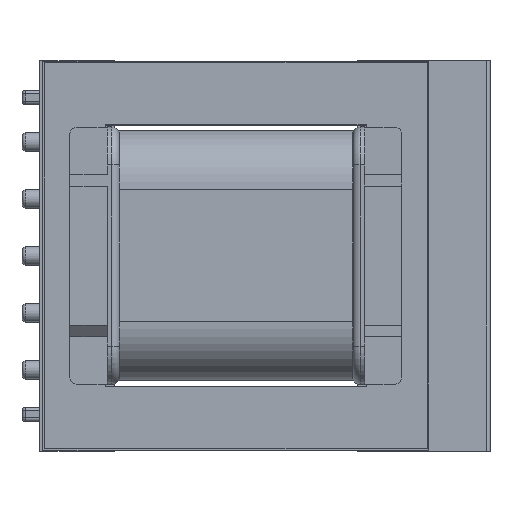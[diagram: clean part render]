
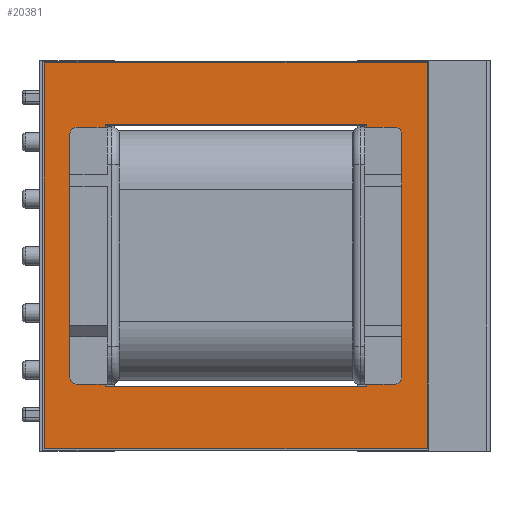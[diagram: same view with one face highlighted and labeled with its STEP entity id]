
A CAD part, top view. The second image highlights one B-rep face of the part: STEP entity #20381.
In plain terms, the highlighted face is planar.
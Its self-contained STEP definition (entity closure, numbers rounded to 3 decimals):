
#1866=LINE('',#31754,#3033);
#1870=LINE('',#31762,#3037);
#1873=LINE('',#31768,#3040);
#1874=LINE('',#31770,#3041);
#1875=LINE('',#31771,#3042);
#1876=LINE('',#31774,#3043);
#1877=LINE('',#31776,#3044);
#1878=LINE('',#31778,#3045);
#1879=LINE('',#31779,#3046);
#1880=LINE('',#31782,#3047);
#1881=LINE('',#31784,#3048);
#1882=LINE('',#31786,#3049);
#3033=VECTOR('',#26043,1000.);
#3037=VECTOR('',#26049,1000.);
#3040=VECTOR('',#26054,1000.);
#3041=VECTOR('',#26057,1000.);
#3042=VECTOR('',#26058,1000.);
#3043=VECTOR('',#26059,1000.);
#3044=VECTOR('',#26060,1000.);
#3045=VECTOR('',#26061,1000.);
#3046=VECTOR('',#26062,1000.);
#3047=VECTOR('',#26063,1000.);
#3048=VECTOR('',#26064,1000.);
#3049=VECTOR('',#26065,1000.);
#7041=ORIENTED_EDGE('',*,*,#9127,.F.);
#7042=ORIENTED_EDGE('',*,*,#9128,.T.);
#7043=ORIENTED_EDGE('',*,*,#9120,.F.);
#7044=ORIENTED_EDGE('',*,*,#9124,.F.);
#7045=ORIENTED_EDGE('',*,*,#9129,.F.);
#7046=ORIENTED_EDGE('',*,*,#9130,.T.);
#7047=ORIENTED_EDGE('',*,*,#9131,.F.);
#7048=ORIENTED_EDGE('',*,*,#9132,.F.);
#7049=ORIENTED_EDGE('',*,*,#9133,.T.);
#7050=ORIENTED_EDGE('',*,*,#9134,.F.);
#7051=ORIENTED_EDGE('',*,*,#9135,.F.);
#7052=ORIENTED_EDGE('',*,*,#9136,.F.);
#9120=EDGE_CURVE('',#10318,#10319,#1866,.T.);
#9124=EDGE_CURVE('',#10321,#10318,#1870,.T.);
#9127=EDGE_CURVE('',#10323,#10321,#1873,.T.);
#9128=EDGE_CURVE('',#10323,#10319,#1874,.T.);
#9129=EDGE_CURVE('',#10324,#10325,#1875,.T.);
#9130=EDGE_CURVE('',#10324,#10326,#1876,.T.);
#9131=EDGE_CURVE('',#10327,#10326,#1877,.T.);
#9132=EDGE_CURVE('',#10325,#10327,#1878,.T.);
#9133=EDGE_CURVE('',#10328,#10329,#1879,.T.);
#9134=EDGE_CURVE('',#10330,#10329,#1880,.T.);
#9135=EDGE_CURVE('',#10331,#10330,#1881,.T.);
#9136=EDGE_CURVE('',#10328,#10331,#1882,.T.);
#10318=VERTEX_POINT('',#31753);
#10319=VERTEX_POINT('',#31755);
#10321=VERTEX_POINT('',#31761);
#10323=VERTEX_POINT('',#31767);
#10324=VERTEX_POINT('',#31772);
#10325=VERTEX_POINT('',#31773);
#10326=VERTEX_POINT('',#31775);
#10327=VERTEX_POINT('',#31777);
#10328=VERTEX_POINT('',#31780);
#10329=VERTEX_POINT('',#31781);
#10330=VERTEX_POINT('',#31783);
#10331=VERTEX_POINT('',#31785);
#11934=EDGE_LOOP('',(#7041,#7042,#7043,#7044));
#11935=EDGE_LOOP('',(#7045,#7046,#7047,#7048));
#11936=EDGE_LOOP('',(#7049,#7050,#7051,#7052));
#12865=FACE_BOUND('',#11934,.T.);
#12866=FACE_BOUND('',#11935,.T.);
#12867=FACE_BOUND('',#11936,.T.);
#13225=PLANE('',#21914);
#20381=ADVANCED_FACE('',(#12865,#12866,#12867),#13225,.T.);
#21914=AXIS2_PLACEMENT_3D('',#31769,#26055,#26056);
#26043=DIRECTION('',(1.,0.,0.));
#26049=DIRECTION('',(0.,0.,-1.));
#26054=DIRECTION('',(-1.,0.,0.));
#26055=DIRECTION('',(0.,1.,0.));
#26056=DIRECTION('',(-1.,0.,0.));
#26057=DIRECTION('',(0.,0.,-1.));
#26058=DIRECTION('',(-1.,0.,0.));
#26059=DIRECTION('',(0.,0.,1.));
#26060=DIRECTION('',(1.,0.,0.));
#26061=DIRECTION('',(0.,0.,1.));
#26062=DIRECTION('',(0.,0.,1.));
#26063=DIRECTION('',(1.,0.,0.));
#26064=DIRECTION('',(0.,0.,1.));
#26065=DIRECTION('',(-1.,0.,0.));
#31753=CARTESIAN_POINT('',(-30.27,16.88,-26.425));
#31754=CARTESIAN_POINT('',(-30.27,16.88,-26.425));
#31755=CARTESIAN_POINT('',(-4.67,16.88,-26.425));
#31761=CARTESIAN_POINT('',(-30.27,16.88,-0.625));
#31762=CARTESIAN_POINT('',(-30.27,16.88,-26.425));
#31767=CARTESIAN_POINT('',(-4.67,16.88,-0.625));
#31768=CARTESIAN_POINT('',(-30.27,16.88,-0.625));
#31769=CARTESIAN_POINT('',(-26.17,16.88,-0.625));
#31770=CARTESIAN_POINT('',(-4.67,16.88,-26.425));
#31771=CARTESIAN_POINT('',(-26.17,16.88,-9.775));
#31772=CARTESIAN_POINT('',(-8.77,16.88,-9.775));
#31773=CARTESIAN_POINT('',(-26.17,16.88,-9.775));
#31774=CARTESIAN_POINT('',(-8.77,16.88,-4.775));
#31775=CARTESIAN_POINT('',(-8.77,16.88,-4.775));
#31776=CARTESIAN_POINT('',(-17.47,16.88,-4.775));
#31777=CARTESIAN_POINT('',(-26.17,16.88,-4.775));
#31778=CARTESIAN_POINT('',(-26.17,16.88,-4.775));
#31779=CARTESIAN_POINT('',(-8.77,16.88,-22.275));
#31780=CARTESIAN_POINT('',(-8.77,16.88,-22.275));
#31781=CARTESIAN_POINT('',(-8.77,16.88,-17.275));
#31782=CARTESIAN_POINT('',(-26.17,16.88,-17.275));
#31783=CARTESIAN_POINT('',(-26.17,16.88,-17.275));
#31784=CARTESIAN_POINT('',(-26.17,16.88,-22.275));
#31785=CARTESIAN_POINT('',(-26.17,16.88,-22.275));
#31786=CARTESIAN_POINT('',(-17.47,16.88,-22.275));
